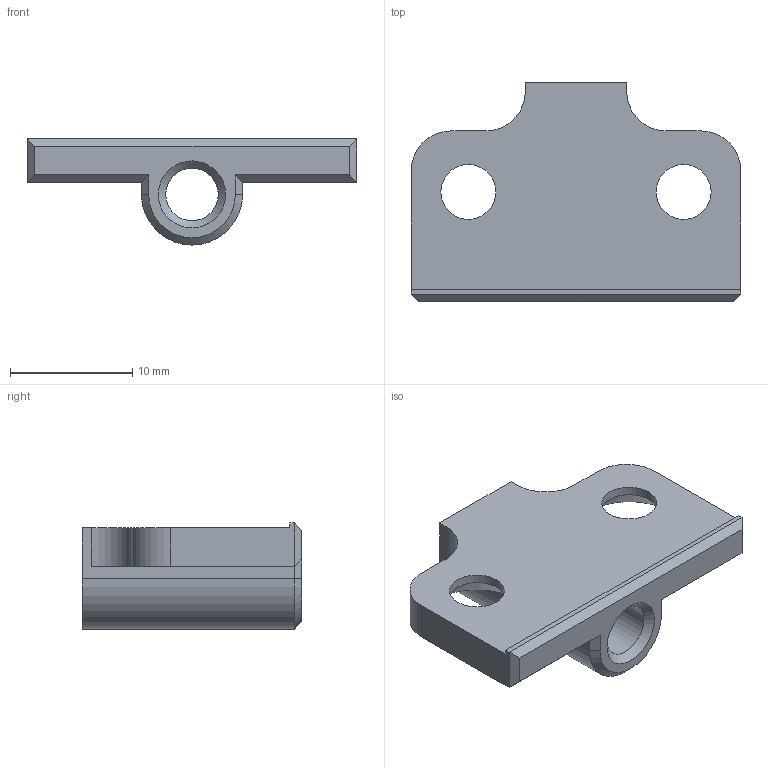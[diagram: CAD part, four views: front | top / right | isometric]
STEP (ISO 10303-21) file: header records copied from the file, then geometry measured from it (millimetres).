
FILE_DESCRIPTION(/* description */ (''),/* implementation_level */ '2;1');
FILE_NAME(/* name */ 'WheelMount.step',/* time_stamp */ '2020-12-27T20:31:54+01:00',/* author */ (''),/* organization */ (''),/* preprocessor_version */ 'ST-DEVELOPER v18.1',/* originating_system */ 'Autodesk Translation Framework v9.7.1.1290',/* authorisation */ '');
FILE_SCHEMA (('AUTOMOTIVE_DESIGN { 1 0 10303 214 3 1 1 }'));
Length unit declared in the file: millimetre
Products named in the file (2): TestWheelHolder; Component1
Assembly tree (1 placements, depth 2):
  TestWheelHolder
    Component1
Bounding box: 27 x 18 x 8.7 mm (x, y, z)
Volume: 1455.8 mm3; surface area: 1488.9 mm2
Topology: 1 solids, 1 shells, 32 faces, 79 edges, 49 vertices
Faces by surface type: plane 20, cylinder 8, cone 4
Full cylindrical faces by diameter (mm): 4.3 x1, 4.5 x2
Entity records: 1000 total; most frequent: DIRECTION 169, CARTESIAN_POINT 163, ORIENTED_EDGE 158, EDGE_CURVE 79, LINE 59, VECTOR 59, AXIS2_PLACEMENT_3D 55, VERTEX_POINT 49
